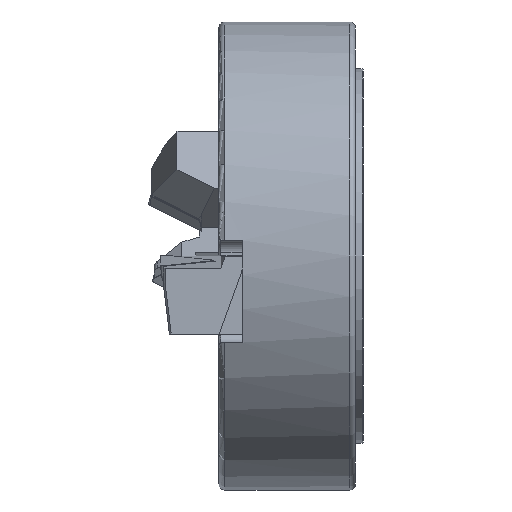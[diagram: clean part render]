
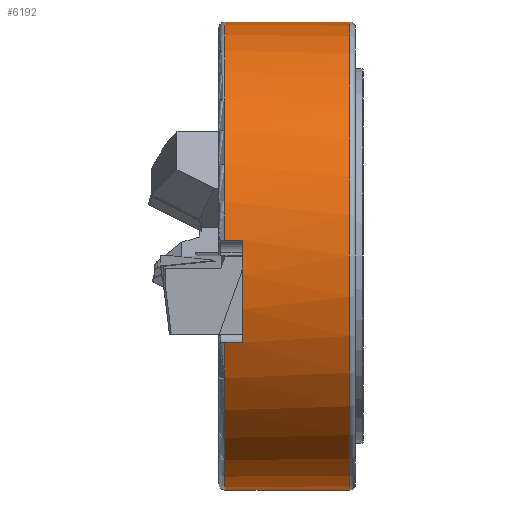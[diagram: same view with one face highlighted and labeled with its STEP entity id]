
A CAD part, front view. The second image highlights one B-rep face of the part: STEP entity #6192.
In plain terms, the highlighted cylindrical face has radius 60 mm (diameter 120 mm), a partial arc.
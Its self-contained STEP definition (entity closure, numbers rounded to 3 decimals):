
#2 = VERTEX_POINT ( 'NONE', #6014 ) ;
#83 = CARTESIAN_POINT ( 'NONE',  ( -82.786, -64.606, -22.2 ) ) ;
#207 = VECTOR ( 'NONE', #2973, 1000. ) ;
#241 = EDGE_CURVE ( 'NONE', #3834, #3202, #4785, .T. ) ;
#297 = LINE ( 'NONE', #1253, #1415 ) ;
#393 = DIRECTION ( 'NONE',  ( 0., 0., 1. ) ) ;
#458 = DIRECTION ( 'NONE',  ( -1., 0., 0. ) ) ;
#473 = CARTESIAN_POINT ( 'NONE',  ( -84.286, -68.731, 4. ) ) ;
#559 = DIRECTION ( 'NONE',  ( -1., 0., 0. ) ) ;
#583 = CARTESIAN_POINT ( 'NONE',  ( -50.786, -8.864, -60. ) ) ;
#595 = CARTESIAN_POINT ( 'NONE',  ( -82.786, -68.731, 4. ) ) ;
#816 = AXIS2_PLACEMENT_3D ( 'NONE', #4164, #2281, #3429 ) ;
#837 = VERTEX_POINT ( 'NONE', #595 ) ;
#857 = AXIS2_PLACEMENT_3D ( 'NONE', #6118, #559, #6681 ) ;
#976 = AXIS2_PLACEMENT_3D ( 'NONE', #4290, #6499, #2607 ) ;
#1005 = DIRECTION ( 'NONE',  ( 0., 0., 1. ) ) ;
#1074 = FACE_OUTER_BOUND ( 'NONE', #5422, .T. ) ;
#1219 = CARTESIAN_POINT ( 'NONE',  ( -78.286, -68.731, 4. ) ) ;
#1253 = CARTESIAN_POINT ( 'NONE',  ( -84.286, -64.606, -22.2 ) ) ;
#1277 = ORIENTED_EDGE ( 'NONE', *, *, #3797, .T. ) ;
#1306 = ORIENTED_EDGE ( 'NONE', *, *, #4847, .F. ) ;
#1363 = VERTEX_POINT ( 'NONE', #583 ) ;
#1415 = VECTOR ( 'NONE', #3596, 1000. ) ;
#1444 = VERTEX_POINT ( 'NONE', #1219 ) ;
#1594 = VECTOR ( 'NONE', #5432, 1000. ) ;
#1759 = EDGE_CURVE ( 'NONE', #1363, #5140, #2085, .T. ) ;
#2085 = LINE ( 'NONE', #2928, #207 ) ;
#2120 = CARTESIAN_POINT ( 'NONE',  ( -78.286, -8.864, 0. ) ) ;
#2281 = DIRECTION ( 'NONE',  ( -1., 0., 0. ) ) ;
#2318 = ORIENTED_EDGE ( 'NONE', *, *, #7081, .F. ) ;
#2355 = AXIS2_PLACEMENT_3D ( 'NONE', #2120, #458, #1005 ) ;
#2439 = DIRECTION ( 'NONE',  ( -1., 0., 0. ) ) ;
#2607 = DIRECTION ( 'NONE',  ( 0., 0., 1. ) ) ;
#2727 = CIRCLE ( 'NONE', #976, 60. ) ;
#2841 = CIRCLE ( 'NONE', #816, 60. ) ;
#2928 = CARTESIAN_POINT ( 'NONE',  ( -84.286, -8.864, -60. ) ) ;
#2943 = EDGE_CURVE ( 'NONE', #837, #1444, #3882, .T. ) ;
#2959 = AXIS2_PLACEMENT_3D ( 'NONE', #3200, #7123, #393 ) ;
#2973 = DIRECTION ( 'NONE',  ( -1., 0., 0. ) ) ;
#3070 = CARTESIAN_POINT ( 'NONE',  ( -82.786, -8.864, 60. ) ) ;
#3080 = EDGE_CURVE ( 'NONE', #837, #3202, #2727, .T. ) ;
#3200 = CARTESIAN_POINT ( 'NONE',  ( -84.286, -8.864, 0. ) ) ;
#3202 = VERTEX_POINT ( 'NONE', #3070 ) ;
#3275 = VECTOR ( 'NONE', #2439, 1000. ) ;
#3429 = DIRECTION ( 'NONE',  ( 0., 0., 1. ) ) ;
#3596 = DIRECTION ( 'NONE',  ( -1., 0., 0. ) ) ;
#3654 = VERTEX_POINT ( 'NONE', #83 ) ;
#3797 = EDGE_CURVE ( 'NONE', #2, #3654, #297, .T. ) ;
#3834 = VERTEX_POINT ( 'NONE', #5785 ) ;
#3882 = LINE ( 'NONE', #473, #1594 ) ;
#4164 = CARTESIAN_POINT ( 'NONE',  ( -50.786, -8.864, 0. ) ) ;
#4290 = CARTESIAN_POINT ( 'NONE',  ( -82.786, -8.864, 0. ) ) ;
#4533 = CIRCLE ( 'NONE', #857, 60. ) ;
#4785 = LINE ( 'NONE', #5792, #3275 ) ;
#4847 = EDGE_CURVE ( 'NONE', #5140, #3654, #4533, .T. ) ;
#5003 = EDGE_CURVE ( 'NONE', #1363, #3834, #2841, .T. ) ;
#5059 = ORIENTED_EDGE ( 'NONE', *, *, #2943, .T. ) ;
#5140 = VERTEX_POINT ( 'NONE', #6498 ) ;
#5223 = ORIENTED_EDGE ( 'NONE', *, *, #1759, .F. ) ;
#5422 = EDGE_LOOP ( 'NONE', ( #5223, #6027, #6193, #7075, #5059, #2318, #1277, #1306 ) ) ;
#5432 = DIRECTION ( 'NONE',  ( 1., 0., 0. ) ) ;
#5785 = CARTESIAN_POINT ( 'NONE',  ( -50.786, -8.864, 60. ) ) ;
#5792 = CARTESIAN_POINT ( 'NONE',  ( -84.286, -8.864, 60. ) ) ;
#6014 = CARTESIAN_POINT ( 'NONE',  ( -78.286, -64.606, -22.2 ) ) ;
#6027 = ORIENTED_EDGE ( 'NONE', *, *, #5003, .T. ) ;
#6118 = CARTESIAN_POINT ( 'NONE',  ( -82.786, -8.864, 0. ) ) ;
#6192 = ADVANCED_FACE ( 'NONE', ( #1074 ), #6500, .T. ) ;
#6193 = ORIENTED_EDGE ( 'NONE', *, *, #241, .T. ) ;
#6498 = CARTESIAN_POINT ( 'NONE',  ( -82.786, -8.864, -60. ) ) ;
#6499 = DIRECTION ( 'NONE',  ( -1., 0., 0. ) ) ;
#6500 = CYLINDRICAL_SURFACE ( 'NONE', #2959, 60. ) ;
#6681 = DIRECTION ( 'NONE',  ( 0., 0., 1. ) ) ;
#7075 = ORIENTED_EDGE ( 'NONE', *, *, #3080, .F. ) ;
#7081 = EDGE_CURVE ( 'NONE', #2, #1444, #7083, .T. ) ;
#7083 = CIRCLE ( 'NONE', #2355, 60. ) ;
#7123 = DIRECTION ( 'NONE',  ( -1., 0., 0. ) ) ;
